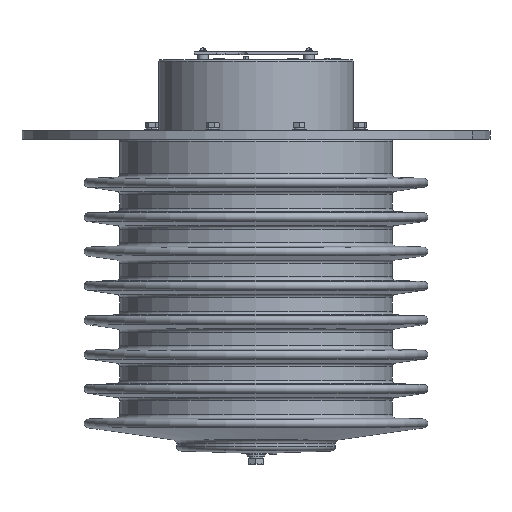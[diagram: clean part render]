
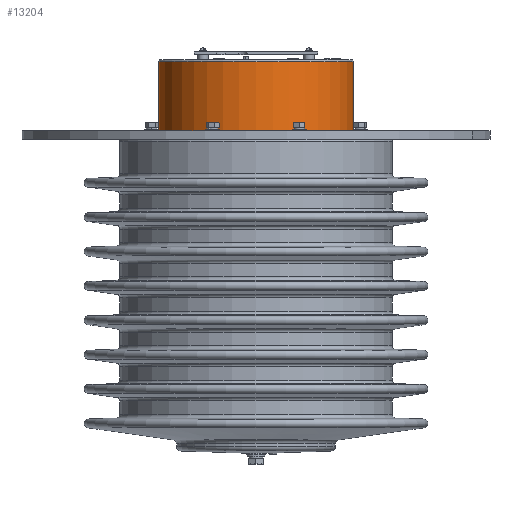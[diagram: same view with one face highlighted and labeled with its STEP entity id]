
A CAD part, front view. The second image highlights one B-rep face of the part: STEP entity #13204.
In plain terms, the highlighted cylindrical face has radius 110 mm (diameter 220 mm), a partial arc.
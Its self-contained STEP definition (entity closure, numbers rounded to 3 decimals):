
#6378 = AXIS2_PLACEMENT_3D ( 'NONE', #48126, #48143, #48123 ) ;
#7417 = ORIENTED_EDGE ( 'NONE', *, *, #32955, .T. ) ;
#11062 = EDGE_CURVE ( 'NONE', #31232, #31235, #39851, .T. ) ;
#11787 = ORIENTED_EDGE ( 'NONE', *, *, #11062, .T. ) ;
#11804 = ORIENTED_EDGE ( 'NONE', *, *, #32971, .T. ) ;
#11812 = ORIENTED_EDGE ( 'NONE', *, *, #32964, .F. ) ;
#12918 = EDGE_LOOP ( 'NONE', ( #11812, #11787, #11804, #7417 ) ) ;
#13204 = ADVANCED_FACE ( 'NONE', ( #42208 ), #40119, .T. ) ;
#31231 = VERTEX_POINT ( 'NONE', #40846 ) ;
#31232 = VERTEX_POINT ( 'NONE', #40841 ) ;
#31235 = VERTEX_POINT ( 'NONE', #40811 ) ;
#31262 = VERTEX_POINT ( 'NONE', #40827 ) ;
#32955 = EDGE_CURVE ( 'NONE', #31231, #31262, #45679, .T. ) ;
#32964 = EDGE_CURVE ( 'NONE', #31232, #31262, #45778, .T. ) ;
#32971 = EDGE_CURVE ( 'NONE', #31235, #31231, #45760, .T. ) ;
#33802 = AXIS2_PLACEMENT_3D ( 'NONE', #39034, #39028, #39036 ) ;
#34244 = AXIS2_PLACEMENT_3D ( 'NONE', #49110, #49068, #49103 ) ;
#39028 = DIRECTION ( 'NONE',  ( 0., 0., -1. ) ) ;
#39034 = CARTESIAN_POINT ( 'NONE',  ( 0., 0., 428.36 ) ) ;
#39036 = DIRECTION ( 'NONE',  ( 1., 0., 0. ) ) ;
#39851 = CIRCLE ( 'NONE', #33802, 110. ) ;
#40119 = CYLINDRICAL_SURFACE ( 'NONE', #34244, 110. ) ;
#40811 = CARTESIAN_POINT ( 'NONE',  ( -110., 0., 428.36 ) ) ;
#40827 = CARTESIAN_POINT ( 'NONE',  ( 110., 0., 342.36 ) ) ;
#40841 = CARTESIAN_POINT ( 'NONE',  ( 110., 0., 428.36 ) ) ;
#40846 = CARTESIAN_POINT ( 'NONE',  ( -110., 0., 342.36 ) ) ;
#42208 = FACE_OUTER_BOUND ( 'NONE', #12918, .T. ) ;
#45679 = CIRCLE ( 'NONE', #6378, 110. ) ;
#45745 = VECTOR ( 'NONE', #48182, 1000. ) ;
#45752 = VECTOR ( 'NONE', #48220, 1000. ) ;
#45760 = LINE ( 'NONE', #48223, #45745 ) ;
#45778 = LINE ( 'NONE', #48071, #45752 ) ;
#48071 = CARTESIAN_POINT ( 'NONE',  ( 110., 0., 430.36 ) ) ;
#48123 = DIRECTION ( 'NONE',  ( 1., 0., 0. ) ) ;
#48126 = CARTESIAN_POINT ( 'NONE',  ( 0., 0., 342.36 ) ) ;
#48143 = DIRECTION ( 'NONE',  ( 0., 0., 1. ) ) ;
#48182 = DIRECTION ( 'NONE',  ( 0., 0., -1. ) ) ;
#48220 = DIRECTION ( 'NONE',  ( 0., 0., -1. ) ) ;
#48223 = CARTESIAN_POINT ( 'NONE',  ( -110., 0., 430.36 ) ) ;
#49068 = DIRECTION ( 'NONE',  ( 0., 0., -1. ) ) ;
#49103 = DIRECTION ( 'NONE',  ( -1., 0., 0. ) ) ;
#49110 = CARTESIAN_POINT ( 'NONE',  ( 0., 0., 430.36 ) ) ;
